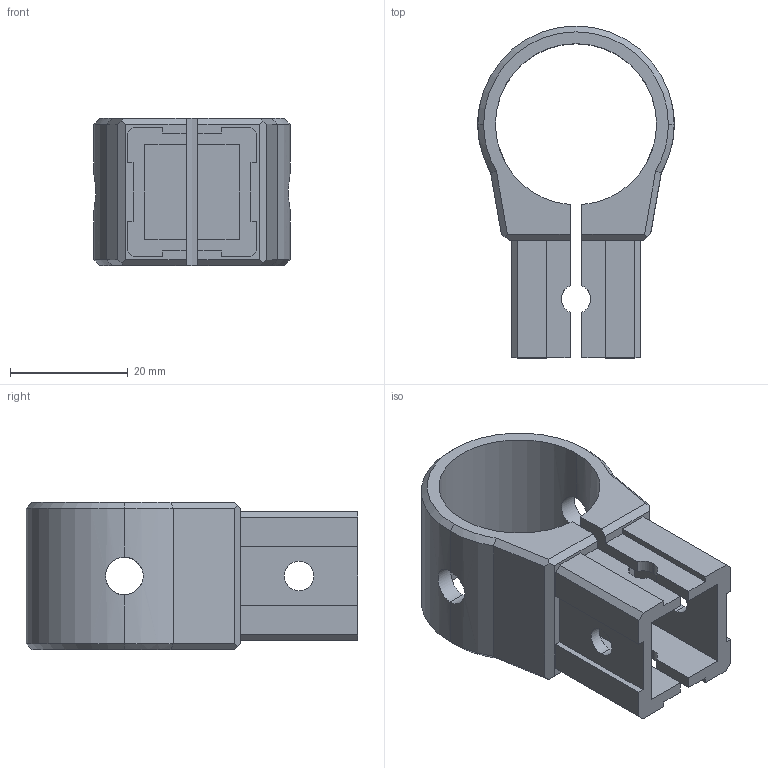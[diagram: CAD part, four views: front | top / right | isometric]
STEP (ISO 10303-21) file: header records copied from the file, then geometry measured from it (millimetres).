
FILE_DESCRIPTION (( 'STEP AP203' ), '1' );
FILE_NAME ('sone3D.STEP', '2014-10-30T01:47:11', ( '' ), ( '' ), 'SwSTEP 2.0', 'SolidWorks 2012', '' );
FILE_SCHEMA (( 'CONFIG_CONTROL_DESIGN' ));
Length unit declared in the file: millimetre
Products named in the file (1): sone3D
Bounding box: 33.4 x 56.4 x 25 mm (x, y, z)
Volume: 13340.5 mm3; surface area: 9054.4 mm2
Topology: 1 solids, 1 shells, 84 faces, 242 edges, 156 vertices
Faces by surface type: plane 58, cylinder 20, cone 6
Entity records: 3049 total; most frequent: CARTESIAN_POINT 747, ORIENTED_EDGE 484, DIRECTION 438, EDGE_CURVE 242, VECTOR 192, LINE 192, VERTEX_POINT 156, AXIS2_PLACEMENT_3D 123
